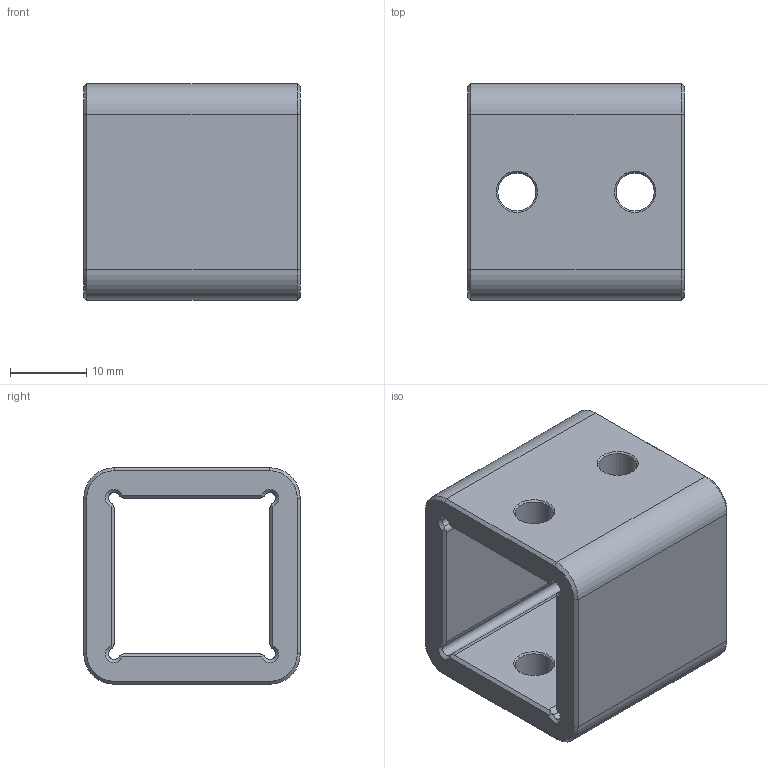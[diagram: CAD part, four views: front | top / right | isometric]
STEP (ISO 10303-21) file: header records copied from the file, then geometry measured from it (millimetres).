
FILE_DESCRIPTION(/* description */ (''),/* implementation_level */ '2;1');
FILE_NAME(/* name */ 'step.export v2.step',/* time_stamp */ '2021-11-18T07:45:35+01:00',/* author */ (''),/* organization */ (''),/* preprocessor_version */ 'ST-DEVELOPER v18.1',/* originating_system */ 'Autodesk Translation Framework v10.10.0.1391',/* authorisation */ '');
FILE_SCHEMA (('AUTOMOTIVE_DESIGN { 1 0 10303 214 3 1 1 }'));
Length unit declared in the file: millimetre
Products named in the file (1): step.export
Bounding box: 28.4 x 28.4 x 28.4 mm (x, y, z)
Volume: 10184.2 mm3; surface area: 6269.9 mm2
Topology: 1 solids, 1 shells, 70 faces, 180 edges, 112 vertices
Faces by surface type: plane 26, cone 24, cylinder 20
Full cylindrical faces by diameter (mm): 5 x4
Entity records: 2233 total; most frequent: CARTESIAN_POINT 491, ORIENTED_EDGE 360, DIRECTION 354, EDGE_CURVE 180, AXIS2_PLACEMENT_3D 135, VERTEX_POINT 112, LINE 84, VECTOR 84
